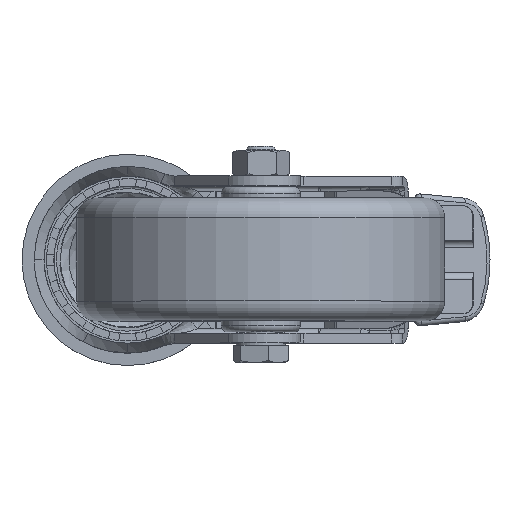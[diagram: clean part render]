
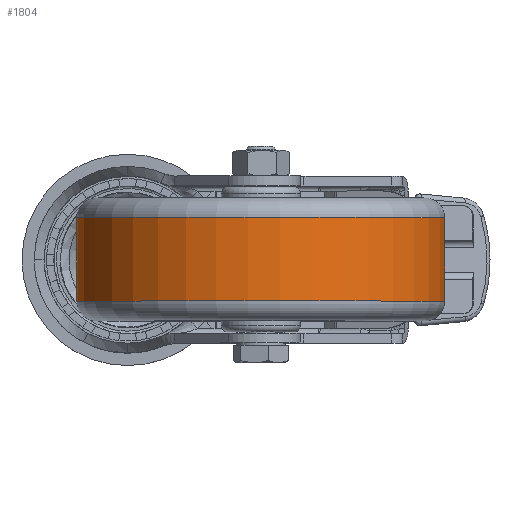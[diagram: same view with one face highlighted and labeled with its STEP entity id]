
A CAD part, top view. The second image highlights one B-rep face of the part: STEP entity #1804.
In plain terms, the highlighted cylindrical face has radius 37.5 mm (diameter 75 mm), a full revolution.
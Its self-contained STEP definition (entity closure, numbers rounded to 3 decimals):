
#1804=ADVANCED_FACE('',(#2488,#2489),#2490,.T.);
#2488=FACE_OUTER_BOUND('',#3739,.T.);
#2489=FACE_OUTER_BOUND('',#3740,.T.);
#2490=CYLINDRICAL_SURFACE('',#3741,37.5);
#3739=EDGE_LOOP('',(#10629));
#3740=EDGE_LOOP('',(#10630));
#3741=AXIS2_PLACEMENT_3D('',#10631,#10632,#10633);
#10629=ORIENTED_EDGE('',*,*,#15196,.T.);
#10630=ORIENTED_EDGE('',*,*,#15199,.T.);
#10631=CARTESIAN_POINT('',(0.0,0.0,0.0));
#10632=DIRECTION('',(0.0,0.0,-1.0));
#10633=DIRECTION('',(-1.0,0.0,0.0));
#15196=EDGE_CURVE('',#16759,#16759,#16760,.F.);
#15199=EDGE_CURVE('',#16765,#16765,#16766,.F.);
#16759=VERTEX_POINT('',#19515);
#16760=CIRCLE('',#19516,37.5);
#16765=VERTEX_POINT('',#19521);
#16766=CIRCLE('',#19522,37.5);
#19515=CARTESIAN_POINT('',(-37.5,0.,-8.5));
#19516=AXIS2_PLACEMENT_3D('',#26571,#26572,#26573);
#19521=CARTESIAN_POINT('',(37.5,0.,8.5));
#19522=AXIS2_PLACEMENT_3D('',#26580,#26581,#26582);
#26571=CARTESIAN_POINT('',(0.0,0.0,-8.5));
#26572=DIRECTION('',(0.0,0.0,-1.0));
#26573=DIRECTION('',(-1.0,0.0,0.0));
#26580=CARTESIAN_POINT('',(0.0,0.0,8.5));
#26581=DIRECTION('',(0.0,0.0,1.0));
#26582=DIRECTION('',(1.0,0.0,0.0));
